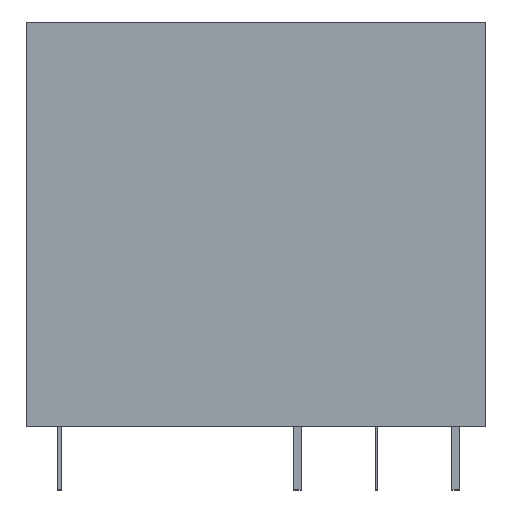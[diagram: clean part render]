
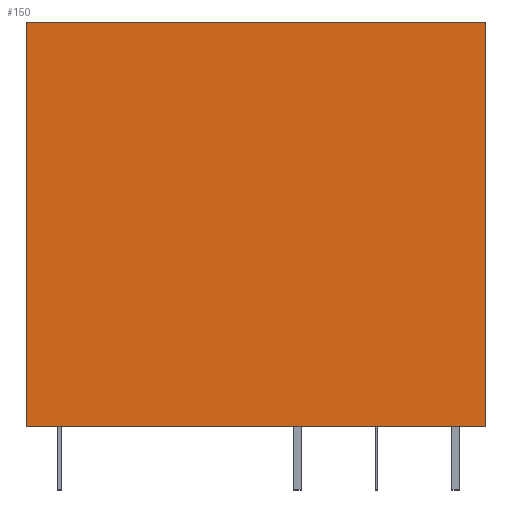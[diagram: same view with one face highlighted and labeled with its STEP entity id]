
A CAD part, top view. The second image highlights one B-rep face of the part: STEP entity #150.
In plain terms, the highlighted planar face has unit normal (0, 0, 1).
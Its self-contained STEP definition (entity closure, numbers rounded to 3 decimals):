
#150=ADVANCED_FACE('',(#299),#300,.T.);
#299=FACE_OUTER_BOUND('',#452,.T.);
#300=PLANE('',#453);
#452=EDGE_LOOP('',(#799,#800,#801,#802));
#453=AXIS2_PLACEMENT_3D('',#803,#804,#805);
#799=ORIENTED_EDGE('',*,*,#1015,.T.);
#800=ORIENTED_EDGE('',*,*,#1016,.T.);
#801=ORIENTED_EDGE('',*,*,#1017,.T.);
#802=ORIENTED_EDGE('',*,*,#1018,.T.);
#803=CARTESIAN_POINT('',(0.0,12.75,6.75));
#804=DIRECTION('',(0.0,0.0,1.0));
#805=DIRECTION('',(1.0,0.0,0.0));
#1015=EDGE_CURVE('',#1233,#1234,#1235,.T.);
#1016=EDGE_CURVE('',#1234,#1236,#1237,.T.);
#1017=EDGE_CURVE('',#1236,#1238,#1239,.T.);
#1018=EDGE_CURVE('',#1238,#1233,#1240,.T.);
#1233=VERTEX_POINT('',#1555);
#1234=VERTEX_POINT('',#1556);
#1235=LINE('',#1557,#1558);
#1236=VERTEX_POINT('',#1559);
#1237=LINE('',#1560,#1561);
#1238=VERTEX_POINT('',#1562);
#1239=LINE('',#1563,#1564);
#1240=LINE('',#1565,#1566);
#1555=CARTESIAN_POINT('',(14.5,0.0,6.75));
#1556=CARTESIAN_POINT('',(14.5,25.5,6.75));
#1557=CARTESIAN_POINT('',(14.5,12.75,6.75));
#1558=VECTOR('',#1688,1.0);
#1559=CARTESIAN_POINT('',(-14.5,25.5,6.75));
#1560=CARTESIAN_POINT('',(0.0,25.5,6.75));
#1561=VECTOR('',#1689,1.0);
#1562=CARTESIAN_POINT('',(-14.5,0.0,6.75));
#1563=CARTESIAN_POINT('',(-14.5,12.75,6.75));
#1564=VECTOR('',#1690,1.0);
#1565=CARTESIAN_POINT('',(0.0,0.0,6.75));
#1566=VECTOR('',#1691,1.0);
#1688=DIRECTION('',(0.0,1.0,0.0));
#1689=DIRECTION('',(-1.0,0.0,0.0));
#1690=DIRECTION('',(0.0,-1.0,0.0));
#1691=DIRECTION('',(1.0,0.0,0.0));
